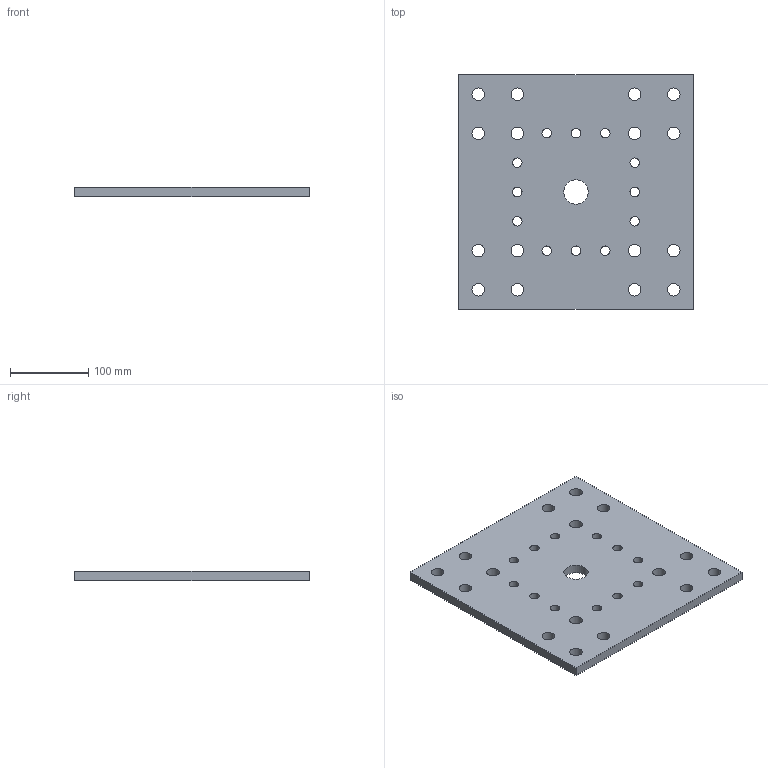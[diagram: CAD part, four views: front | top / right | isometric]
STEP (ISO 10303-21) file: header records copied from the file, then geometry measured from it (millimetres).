
FILE_DESCRIPTION(/* description */ (''),/* implementation_level */ '2;1');
FILE_NAME(/* name */ 'BM-08.step',/* time_stamp */ '2024-05-09T15:50:16+01:00',/* author */ (''),/* organization */ (''),/* preprocessor_version */ 'ST-DEVELOPER v20',/* originating_system */ 'Autodesk Translation Framework v12.20.1.177',/* authorisation */ '');
FILE_SCHEMA (('AUTOMOTIVE_DESIGN { 1 0 10303 214 3 1 1 }'));
Length unit declared in the file: millimetre
Products named in the file (1): BM-08
Bounding box: 300 x 300 x 12 mm (x, y, z)
Volume: 1016052.9 mm3; surface area: 199990.5 mm2
Topology: 1 solids, 1 shells, 35 faces, 99 edges, 66 vertices
Faces by surface type: cylinder 29, plane 6
Full cylindrical faces by diameter (mm): 12 x12, 16 x16, 31 x1
Entity records: 1320 total; most frequent: DIRECTION 229, CARTESIAN_POINT 201, ORIENTED_EDGE 198, EDGE_CURVE 99, AXIS2_PLACEMENT_3D 94, EDGE_LOOP 93, VERTEX_POINT 66, FACE_BOUND 58
